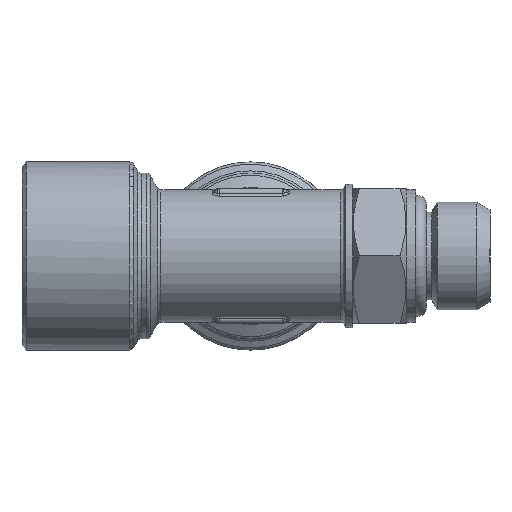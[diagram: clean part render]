
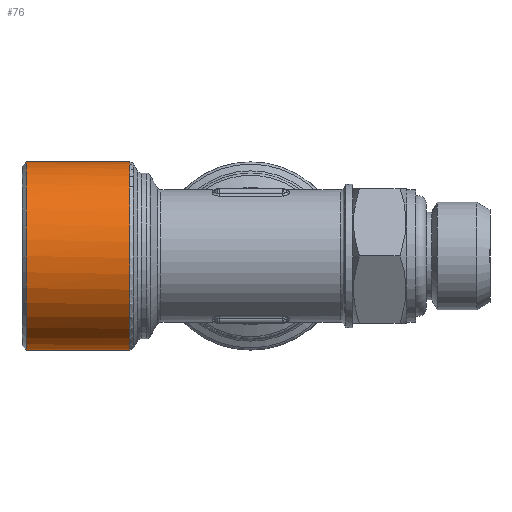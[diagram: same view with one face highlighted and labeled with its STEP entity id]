
A CAD part, left-side view. The second image highlights one B-rep face of the part: STEP entity #76.
In plain terms, the highlighted cylindrical face has radius 10.5 mm (diameter 21 mm), a full revolution.
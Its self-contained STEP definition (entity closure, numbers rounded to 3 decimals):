
#76 = ADVANCED_FACE( 'NONE', ( #371, #372 ), #373, .T. );
#371 = FACE_OUTER_BOUND( '', #1022, .T. );
#372 = FACE_OUTER_BOUND( '', #1023, .T. );
#373 = CYLINDRICAL_SURFACE( '', #1024, 10.5 );
#1022 = EDGE_LOOP( '', ( #5030, #5031, #5032, #5033, #5034, #5035 ) );
#1023 = EDGE_LOOP( '', ( #5036 ) );
#1024 = AXIS2_PLACEMENT_3D( '', #5037, #5038, #5039 );
#5030 = ORIENTED_EDGE( '', *, *, #6827, .T. );
#5031 = ORIENTED_EDGE( '', *, *, #6828, .T. );
#5032 = ORIENTED_EDGE( '', *, *, #6829, .T. );
#5033 = ORIENTED_EDGE( '', *, *, #6830, .T. );
#5034 = ORIENTED_EDGE( '', *, *, #6831, .T. );
#5035 = ORIENTED_EDGE( '', *, *, #6832, .T. );
#5036 = ORIENTED_EDGE( '', *, *, #6833, .T. );
#5037 = CARTESIAN_POINT( '', ( 0., 0., 0. ) );
#5038 = DIRECTION( '', ( 0., 1., 0. ) );
#5039 = DIRECTION( '', ( 0., 0., -1. ) );
#6827 = EDGE_CURVE( 'NONE', #7482, #7483, #7484, .T. );
#6828 = EDGE_CURVE( 'NONE', #7483, #7485, #7486, .T. );
#6829 = EDGE_CURVE( 'NONE', #7485, #7487, #7488, .T. );
#6830 = EDGE_CURVE( 'NONE', #7487, #7489, #7490, .T. );
#6831 = EDGE_CURVE( 'NONE', #7489, #7491, #7492, .T. );
#6832 = EDGE_CURVE( 'NONE', #7491, #7482, #7493, .T. );
#6833 = EDGE_CURVE( 'NONE', #7494, #7494, #7495, .T. );
#7482 = VERTEX_POINT( 'NONE', #8553 );
#7483 = VERTEX_POINT( 'NONE', #8554 );
#7484 = CIRCLE( '', #8555, 10.5 );
#7485 = VERTEX_POINT( 'NONE', #8556 );
#7486 = B_SPLINE_CURVE_WITH_KNOTS( '', 3, ( #8557, #8558, #8559, #8560, #8561, #8562, #8563, #8564, #8565, #8566, #8567, #8568, #8569, #8570, #8571 ), .UNSPECIFIED., .F., .F., ( 4, 1, 1, 1, 1, 1, 1, 1, 1, 1, 1, 1, 4 ), ( 0., 0.051, 0.101, 0.151, 0.2, 0.25, 0.374, 0.5, 0.624, 0.751, 0.833, 0.916, 1. ), .UNSPECIFIED. );
#7487 = VERTEX_POINT( 'NONE', #8572 );
#7488 = LINE( '', #8573, #8574 );
#7489 = VERTEX_POINT( 'NONE', #8575 );
#7490 = B_SPLINE_CURVE_WITH_KNOTS( '', 3, ( #8576, #8577, #8578, #8579, #8580, #8581, #8582, #8583, #8584, #8585, #8586 ), .UNSPECIFIED., .F., .F., ( 4, 1, 1, 1, 1, 1, 1, 1, 4 ), ( 0., 0.125, 0.25, 0.375, 0.5, 0.625, 0.75, 0.875, 1. ), .UNSPECIFIED. );
#7491 = VERTEX_POINT( 'NONE', #8587 );
#7492 = LINE( '', #8588, #8589 );
#7493 = B_SPLINE_CURVE_WITH_KNOTS( '', 3, ( #8590, #8591, #8592, #8593, #8594, #8595, #8596, #8597, #8598, #8599, #8600, #8601, #8602, #8603, #8604, #8605 ), .UNSPECIFIED., .F., .F., ( 4, 1, 1, 1, 1, 1, 1, 1, 1, 1, 1, 1, 1, 4 ), ( 0., 0.051, 0.101, 0.15, 0.2, 0.249, 0.376, 0.499, 0.626, 0.75, 0.812, 0.875, 0.937, 1. ), .UNSPECIFIED. );
#7494 = VERTEX_POINT( '', #8606 );
#7495 = CIRCLE( '', #8607, 10.5 );
#8553 = CARTESIAN_POINT( '', ( 10.212, 13.499, -2.442 ) );
#8554 = CARTESIAN_POINT( '', ( 10.212, 13.499, 2.442 ) );
#8555 = AXIS2_PLACEMENT_3D( '', #11707, #11708, #11709 );
#8556 = CARTESIAN_POINT( '', ( 10.447, 11.917, 1.05 ) );
#8557 = CARTESIAN_POINT( '', ( 10.212, 13.499, 2.442 ) );
#8558 = CARTESIAN_POINT( '', ( 10.221, 13.498, 2.403 ) );
#8559 = CARTESIAN_POINT( '', ( 10.239, 13.496, 2.326 ) );
#8560 = CARTESIAN_POINT( '', ( 10.265, 13.48, 2.211 ) );
#8561 = CARTESIAN_POINT( '', ( 10.288, 13.455, 2.098 ) );
#8562 = CARTESIAN_POINT( '', ( 10.31, 13.418, 1.989 ) );
#8563 = CARTESIAN_POINT( '', ( 10.34, 13.349, 1.83 ) );
#8564 = CARTESIAN_POINT( '', ( 10.374, 13.224, 1.63 ) );
#8565 = CARTESIAN_POINT( '', ( 10.404, 13.017, 1.421 ) );
#8566 = CARTESIAN_POINT( '', ( 10.425, 12.771, 1.254 ) );
#8567 = CARTESIAN_POINT( '', ( 10.437, 12.53, 1.149 ) );
#8568 = CARTESIAN_POINT( '', ( 10.443, 12.308, 1.088 ) );
#8569 = CARTESIAN_POINT( '', ( 10.447, 12.114, 1.056 ) );
#8570 = CARTESIAN_POINT( '', ( 10.447, 11.983, 1.052 ) );
#8571 = CARTESIAN_POINT( '', ( 10.447, 11.917, 1.05 ) );
#8572 = CARTESIAN_POINT( '', ( 10.447, 11.442, 1.05 ) );
#8573 = CARTESIAN_POINT( '', ( 10.447, 0., 1.05 ) );
#8574 = VECTOR( '', #11710, 1000. );
#8575 = CARTESIAN_POINT( '', ( 10.447, 11.442, -1.05 ) );
#8576 = CARTESIAN_POINT( '', ( 10.447, 11.442, 1.05 ) );
#8577 = CARTESIAN_POINT( '', ( 10.455, 11.451, 0.963 ) );
#8578 = CARTESIAN_POINT( '', ( 10.472, 11.469, 0.789 ) );
#8579 = CARTESIAN_POINT( '', ( 10.488, 11.487, 0.526 ) );
#8580 = CARTESIAN_POINT( '', ( 10.498, 11.498, 0.263 ) );
#8581 = CARTESIAN_POINT( '', ( 10.501, 11.501, 0. ) );
#8582 = CARTESIAN_POINT( '', ( 10.498, 11.498, -0.263 ) );
#8583 = CARTESIAN_POINT( '', ( 10.488, 11.487, -0.526 ) );
#8584 = CARTESIAN_POINT( '', ( 10.472, 11.469, -0.789 ) );
#8585 = CARTESIAN_POINT( '', ( 10.455, 11.451, -0.963 ) );
#8586 = CARTESIAN_POINT( '', ( 10.447, 11.442, -1.05 ) );
#8587 = CARTESIAN_POINT( '', ( 10.447, 11.917, -1.05 ) );
#8588 = CARTESIAN_POINT( '', ( 10.447, 0., -1.05 ) );
#8589 = VECTOR( '', #11711, 1000. );
#8590 = CARTESIAN_POINT( '', ( 10.447, 11.917, -1.05 ) );
#8591 = CARTESIAN_POINT( '', ( 10.447, 11.956, -1.051 ) );
#8592 = CARTESIAN_POINT( '', ( 10.447, 12.036, -1.052 ) );
#8593 = CARTESIAN_POINT( '', ( 10.446, 12.153, -1.064 ) );
#8594 = CARTESIAN_POINT( '', ( 10.444, 12.269, -1.082 ) );
#8595 = CARTESIAN_POINT( '', ( 10.441, 12.383, -1.109 ) );
#8596 = CARTESIAN_POINT( '', ( 10.436, 12.553, -1.16 ) );
#8597 = CARTESIAN_POINT( '', ( 10.425, 12.77, -1.254 ) );
#8598 = CARTESIAN_POINT( '', ( 10.404, 13.016, -1.42 ) );
#8599 = CARTESIAN_POINT( '', ( 10.374, 13.224, -1.629 ) );
#8600 = CARTESIAN_POINT( '', ( 10.339, 13.354, -1.837 ) );
#8601 = CARTESIAN_POINT( '', ( 10.305, 13.429, -2.015 ) );
#8602 = CARTESIAN_POINT( '', ( 10.277, 13.469, -2.155 ) );
#8603 = CARTESIAN_POINT( '', ( 10.246, 13.494, -2.298 ) );
#8604 = CARTESIAN_POINT( '', ( 10.223, 13.497, -2.394 ) );
#8605 = CARTESIAN_POINT( '', ( 10.212, 13.499, -2.442 ) );
#8606 = CARTESIAN_POINT( '', ( 0., 25., -10.5 ) );
#8607 = AXIS2_PLACEMENT_3D( '', #11712, #11713, #11714 );
#11707 = CARTESIAN_POINT( '', ( 0., 13.499, 0. ) );
#11708 = DIRECTION( '', ( 0., 1., 0. ) );
#11709 = DIRECTION( '', ( 0., 0., 1. ) );
#11710 = DIRECTION( '', ( 0., -1., 0. ) );
#11711 = DIRECTION( '', ( 0., 1., 0. ) );
#11712 = CARTESIAN_POINT( '', ( 0., 25., 0. ) );
#11713 = DIRECTION( '', ( 0., -1., 0. ) );
#11714 = DIRECTION( '', ( 0., 0., -1. ) );
